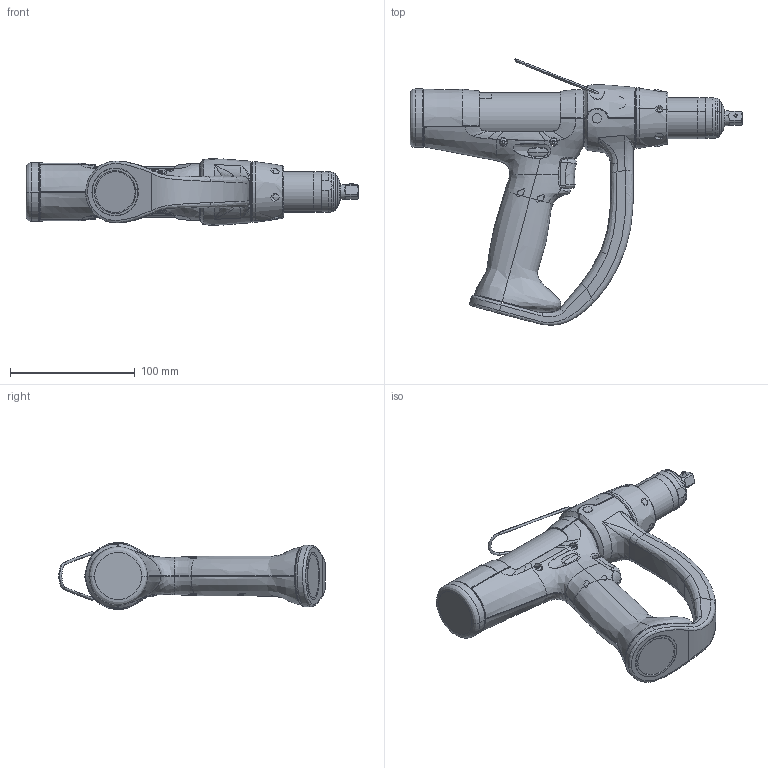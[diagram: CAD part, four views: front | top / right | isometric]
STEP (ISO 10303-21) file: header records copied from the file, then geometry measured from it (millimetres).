
FILE_DESCRIPTION((''),'2;1');
FILE_NAME('50EPN28FD3_SW0001','2018-11-27T',('A1X81'),(''),'CREO PARAMETRIC BY PTC INC, 2016050','CREO PARAMETRIC BY PTC INC, 2016050','');
FILE_SCHEMA(('CONFIG_CONTROL_DESIGN'));
Length unit declared in the file: millimetre
Products named in the file (1): 50EPN28FD3_SW0001
Bounding box: 265.73 x 213.04 x 53.6 mm (x, y, z)
Surface area: 94484.1 mm2 (no closed solid volume)
Topology: 0 solids, 69 shells, 682 faces, 1961 edges, 1308 vertices
Faces by surface type: bspline 382, cylinder 82, cone 67, plane 48, torus 47, sphere 42, extrusion 8, revolution 6
Entity records: 113241 total; most frequent: CARTESIAN_POINT 99300, ORIENTED_EDGE 3107, DIRECTION 1976, EDGE_CURVE 1947, VERTEX_POINT 1308, B_SPLINE_CURVE_WITH_KNOTS 1144, AXIS2_PLACEMENT_3D 859, EDGE_LOOP 682
